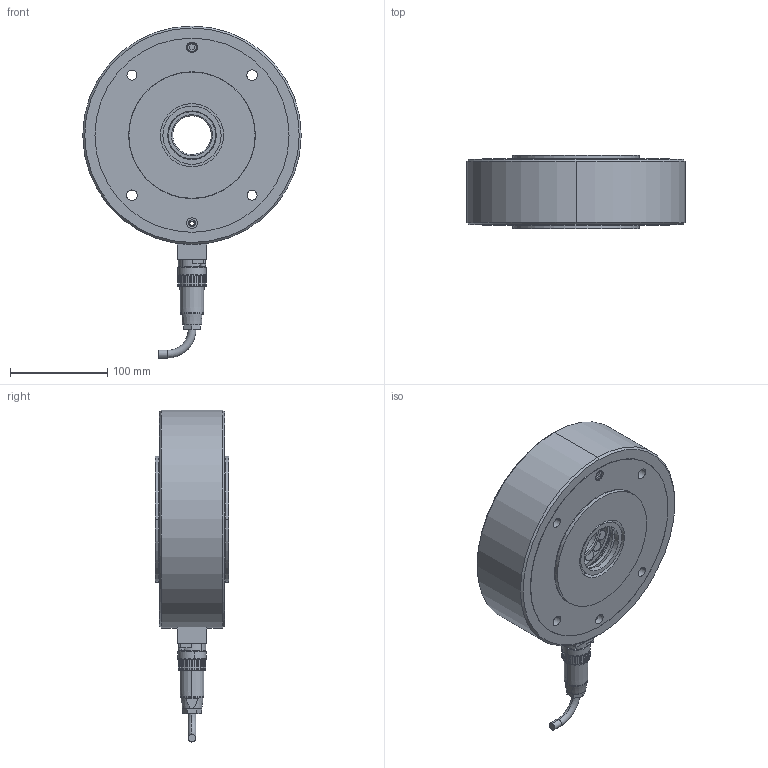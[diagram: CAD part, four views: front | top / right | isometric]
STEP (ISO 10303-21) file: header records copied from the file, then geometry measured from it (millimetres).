
FILE_DESCRIPTION (( 'STEP AP203' ), '1' );
FILE_NAME ('31102027_stp_-.step', '2020-02-17T14:25:58', ( '' ), ( '' ), 'SwSTEP 2.0', 'SolidWorks 2018', '' );
FILE_SCHEMA (( 'CONFIG_CONTROL_DESIGN' ));
Length unit declared in the file: millimetre
Products named in the file (16): 49651-04_stp_01; 49027_01; 31102027_stp_-; Kabeldose_Kunstst_7pol_01; 49651-05_stp_01; 43404.02_01; 48072_01; Zyl-Schr DIN912_M3x25; PRL_22208_01; 48071_01; 31101677_V-050A; Si-Ring DIN472_D80x2.5; 31102024_01; 31102026_01; Zyl-Schr DIN912_M6x60; Flanschstecker_Kunstst_7Pol_01
Assembly tree (18 placements, depth 3):
  31102027_stp_-
    49651-05_stp_01
      49651-04_stp_01
      49027_01
      Flanschstecker_Kunstst_7Pol_01
      Kabeldose_Kunstst_7pol_01
      Zyl-Schr DIN912_M3x25  x2
      Si-Ring DIN472_D80x2.5
    43404.02_01  x2
    31102024_01
    31102026_01
    48071_01
    48072_01
    PRL_22208_01
    31101677_V-050A  x2
    Zyl-Schr DIN912_M6x60
Bounding box: 225 x 75.9 x 342 mm (x, y, z)
Volume: 2449390.8 mm3; surface area: 454802.4 mm2
Topology: 51 solids, 51 shells, 859 faces, 1984 edges, 1244 vertices
Faces by surface type: cylinder 350, plane 228, torus 224, cone 55, sphere 2
Entity records: 25863 total; most frequent: CARTESIAN_POINT 5094, DIRECTION 4473, ORIENTED_EDGE 3660, AXIS2_PLACEMENT_3D 1940, EDGE_CURVE 1830, VERTEX_POINT 1153, CIRCLE 1119, EDGE_LOOP 917
